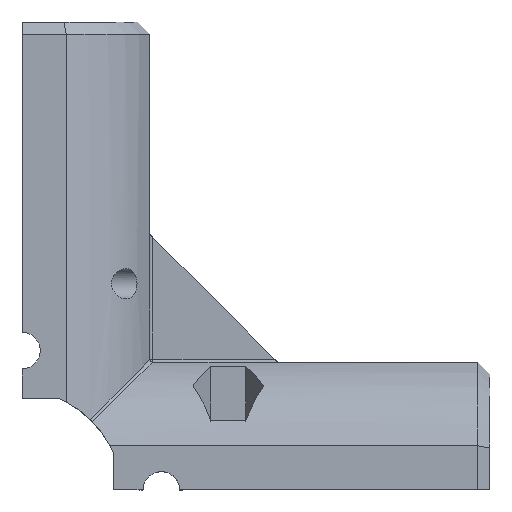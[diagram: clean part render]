
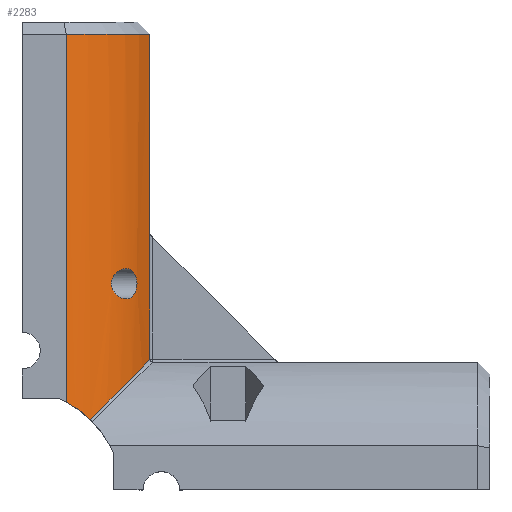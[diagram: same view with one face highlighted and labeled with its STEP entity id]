
A CAD part, front view. The second image highlights one B-rep face of the part: STEP entity #2283.
In plain terms, the highlighted cylindrical face has radius 23.5 mm (diameter 47 mm), a partial arc.
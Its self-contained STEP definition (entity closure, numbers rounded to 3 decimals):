
#1771=CARTESIAN_POINT('',(-65.668,-20.059,12.504));
#1772=VERTEX_POINT('',#1771);
#1806=CARTESIAN_POINT('',(-55.91,-8.259,22.469));
#1807=VERTEX_POINT('',#1806);
#1827=CARTESIAN_POINT('',(-55.911,-8.261,22.468));
#1828=VERTEX_POINT('',#1827);
#1829=CARTESIAN_POINT('',(-77.911,0.0,0.0));
#1830=DIRECTION('',(0.715,0.0,-0.7));
#1831=DIRECTION('',(0.7,0.0,0.715));
#1832=AXIS2_PLACEMENT_3D('',#1829,#1830,#1831);
#1833=ELLIPSE('',#1832,33.589,23.5);
#1834=EDGE_CURVE('',#1807,#1828,#1833,.T.);
#1836=CARTESIAN_POINT('',(-77.911,0.0,0.0));
#1837=DIRECTION('',(0.715,0.0,-0.7));
#1838=DIRECTION('',(0.7,0.0,0.715));
#1839=AXIS2_PLACEMENT_3D('',#1836,#1837,#1838);
#1840=ELLIPSE('',#1839,33.589,23.5);
#1841=EDGE_CURVE('',#1828,#1772,#1840,.T.);
#2031=CARTESIAN_POINT('',(-55.911,-8.261,22.5));
#2032=VERTEX_POINT('',#2031);
#2039=CARTESIAN_POINT('',(-55.911,-8.261,22.5));
#2040=CARTESIAN_POINT('',(-55.911,-8.261,22.49));
#2041=CARTESIAN_POINT('',(-55.911,-8.261,22.479));
#2042=CARTESIAN_POINT('',(-55.91,-8.259,22.469));
#2043=B_SPLINE_CURVE_WITH_KNOTS('',3,(#2039,#2040,#2041,#2042),.UNSPECIFIED.,.F.,.U.,(4,4),(0.369,0.372),.UNSPECIFIED.);
#2044=EDGE_CURVE('',#2032,#1807,#2043,.T.);
#2187=CARTESIAN_POINT('',(-77.911,0.0,-7.089));
#2188=DIRECTION('',(0.0,0.0,1.0));
#2189=DIRECTION('',(-1.0,0.0,0.0));
#2190=AXIS2_PLACEMENT_3D('',#2187,#2188,#2189);
#2191=CYLINDRICAL_SURFACE('',#2190,23.5);
#2192=ORIENTED_EDGE('',*,*,#1841,.F.);
#2193=ORIENTED_EDGE('',*,*,#1834,.F.);
#2194=ORIENTED_EDGE('',*,*,#2044,.F.);
#2195=CARTESIAN_POINT('',(-55.911,-8.261,75.911));
#2196=VERTEX_POINT('',#2195);
#2197=CARTESIAN_POINT('',(-55.911,-8.261,22.5));
#2198=DIRECTION('',(0.0,0.0,1.0));
#2199=VECTOR('',#2198,53.411);
#2200=LINE('',#2197,#2199);
#2201=EDGE_CURVE('',#2032,#2196,#2200,.T.);
#2202=ORIENTED_EDGE('',*,*,#2201,.T.);
#2203=CARTESIAN_POINT('',(-69.65,-22.0,75.911));
#2204=VERTEX_POINT('',#2203);
#2205=CARTESIAN_POINT('',(-77.911,0.0,75.911));
#2206=DIRECTION('',(0.0,0.0,-1.0));
#2207=DIRECTION('',(1.0,0.0,0.0));
#2208=AXIS2_PLACEMENT_3D('',#2205,#2206,#2207);
#2209=CIRCLE('',#2208,23.5);
#2210=EDGE_CURVE('',#2196,#2204,#2209,.T.);
#2211=ORIENTED_EDGE('',*,*,#2210,.T.);
#2212=CARTESIAN_POINT('',(-69.65,-22.0,15.427));
#2213=VERTEX_POINT('',#2212);
#2214=CARTESIAN_POINT('',(-69.65,-22.0,15.427));
#2215=DIRECTION('',(0.0,0.0,1.0));
#2216=VECTOR('',#2215,60.484);
#2217=LINE('',#2214,#2216);
#2218=EDGE_CURVE('',#2213,#2204,#2217,.T.);
#2219=ORIENTED_EDGE('',*,*,#2218,.F.);
#2220=CARTESIAN_POINT('',(-69.65,-22.,15.427));
#2221=CARTESIAN_POINT('',(-69.097,-21.792,15.131));
#2222=CARTESIAN_POINT('',(-68.565,-21.569,14.808));
#2223=CARTESIAN_POINT('',(-67.181,-20.93,13.865));
#2224=CARTESIAN_POINT('',(-66.38,-20.493,13.201));
#2225=CARTESIAN_POINT('',(-65.668,-20.059,12.504));
#2226=B_SPLINE_CURVE_WITH_KNOTS('',3,(#2220,#2221,#2222,#2223,#2224,#2225),.UNSPECIFIED.,.F.,.U.,(4,2,4),(-7.515,-7.327,-7.002),.UNSPECIFIED.);
#2227=EDGE_CURVE('',#2213,#1772,#2226,.T.);
#2228=ORIENTED_EDGE('',*,*,#2227,.T.);
#2229=EDGE_LOOP('',(#2192,#2193,#2194,#2202,#2211,#2219,#2228));
#2230=FACE_OUTER_BOUND('',#2229,.T.);
#2231=CARTESIAN_POINT('',(-62.227,-17.5,34.911));
#2232=VERTEX_POINT('',#2231);
#2233=CARTESIAN_POINT('',(-58.012,-12.5,34.911));
#2234=VERTEX_POINT('',#2233);
#2235=CARTESIAN_POINT('',(-62.227,-17.5,34.911));
#2236=CARTESIAN_POINT('',(-62.227,-17.5,35.069));
#2237=CARTESIAN_POINT('',(-62.21,-17.485,35.229));
#2238=CARTESIAN_POINT('',(-62.144,-17.425,35.539));
#2239=CARTESIAN_POINT('',(-62.094,-17.38,35.691));
#2240=CARTESIAN_POINT('',(-61.909,-17.211,36.118));
#2241=CARTESIAN_POINT('',(-61.735,-17.048,36.368));
#2242=CARTESIAN_POINT('',(-61.311,-16.638,36.834));
#2243=CARTESIAN_POINT('',(-61.016,-16.34,37.052));
#2244=CARTESIAN_POINT('',(-60.41,-15.689,37.341));
#2245=CARTESIAN_POINT('',(-60.1,-15.336,37.411));
#2246=CARTESIAN_POINT('',(-59.568,-14.694,37.411));
#2247=CARTESIAN_POINT('',(-59.302,-14.356,37.352));
#2248=CARTESIAN_POINT('',(-58.822,-13.712,37.082));
#2249=CARTESIAN_POINT('',(-58.608,-13.407,36.871));
#2250=CARTESIAN_POINT('',(-58.314,-12.971,36.399));
#2251=CARTESIAN_POINT('',(-58.201,-12.797,36.135));
#2252=CARTESIAN_POINT('',(-58.05,-12.561,35.546));
#2253=CARTESIAN_POINT('',(-58.012,-12.5,35.22));
#2254=CARTESIAN_POINT('',(-58.012,-12.5,34.911));
#2255=B_SPLINE_CURVE_WITH_KNOTS('',3,(#2235,#2236,#2237,#2238,#2239,#2240,#2241,#2242,#2243,#2244,#2245,#2246,#2247,#2248,#2249,#2250,#2251,#2252,#2253,#2254),.UNSPECIFIED.,.F.,.U.,(4,2,2,2,2,2,2,2,2,4),(0.875,0.922,0.97,1.064,1.195,1.326,1.445,1.564,1.657,1.75),.UNSPECIFIED.);
#2256=EDGE_CURVE('',#2232,#2234,#2255,.T.);
#2257=ORIENTED_EDGE('',*,*,#2256,.T.);
#2258=CARTESIAN_POINT('',(-58.012,-12.5,34.911));
#2259=CARTESIAN_POINT('',(-58.012,-12.5,34.602));
#2260=CARTESIAN_POINT('',(-58.05,-12.561,34.277));
#2261=CARTESIAN_POINT('',(-58.201,-12.797,33.688));
#2262=CARTESIAN_POINT('',(-58.314,-12.971,33.423));
#2263=CARTESIAN_POINT('',(-58.608,-13.407,32.951));
#2264=CARTESIAN_POINT('',(-58.822,-13.712,32.74));
#2265=CARTESIAN_POINT('',(-59.302,-14.356,32.471));
#2266=CARTESIAN_POINT('',(-59.568,-14.694,32.411));
#2267=CARTESIAN_POINT('',(-60.1,-15.336,32.411));
#2268=CARTESIAN_POINT('',(-60.41,-15.689,32.482));
#2269=CARTESIAN_POINT('',(-61.016,-16.34,32.771));
#2270=CARTESIAN_POINT('',(-61.311,-16.638,32.988));
#2271=CARTESIAN_POINT('',(-61.735,-17.048,33.454));
#2272=CARTESIAN_POINT('',(-61.909,-17.211,33.704));
#2273=CARTESIAN_POINT('',(-62.094,-17.38,34.132));
#2274=CARTESIAN_POINT('',(-62.144,-17.425,34.283));
#2275=CARTESIAN_POINT('',(-62.21,-17.485,34.594));
#2276=CARTESIAN_POINT('',(-62.227,-17.5,34.753));
#2277=CARTESIAN_POINT('',(-62.227,-17.5,34.911));
#2278=B_SPLINE_CURVE_WITH_KNOTS('',3,(#2258,#2259,#2260,#2261,#2262,#2263,#2264,#2265,#2266,#2267,#2268,#2269,#2270,#2271,#2272,#2273,#2274,#2275,#2276,#2277),.UNSPECIFIED.,.F.,.U.,(4,2,2,2,2,2,2,2,2,4),(-1.75,-1.657,-1.564,-1.445,-1.326,-1.195,-1.064,-0.97,-0.922,-0.875),.UNSPECIFIED.);
#2279=EDGE_CURVE('',#2234,#2232,#2278,.T.);
#2280=ORIENTED_EDGE('',*,*,#2279,.T.);
#2281=EDGE_LOOP('',(#2257,#2280));
#2282=FACE_BOUND('',#2281,.T.);
#2283=ADVANCED_FACE('',(#2230,#2282),#2191,.T.);
